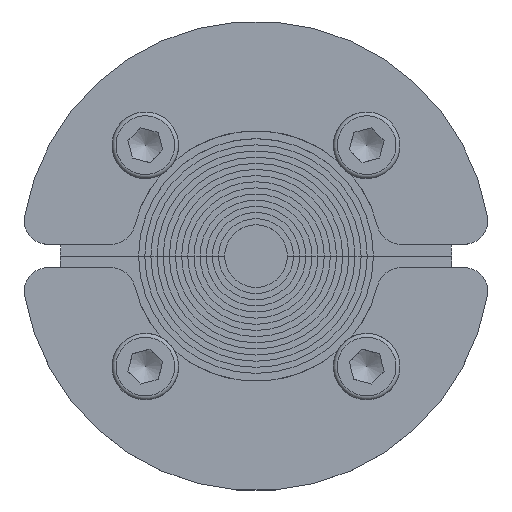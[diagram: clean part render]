
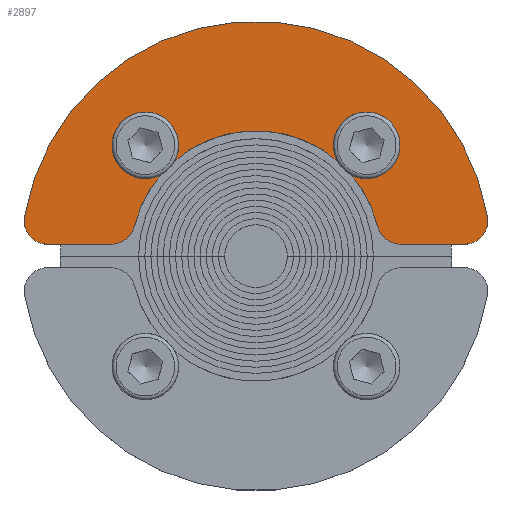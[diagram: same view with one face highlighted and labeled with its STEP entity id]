
A CAD part, top view. The second image highlights one B-rep face of the part: STEP entity #2897.
In plain terms, the highlighted planar face has unit normal (0, 0, 1).
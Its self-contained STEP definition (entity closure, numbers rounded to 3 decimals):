
#210=LINE('',#4881,#400);
#211=LINE('',#4889,#401);
#400=VECTOR('',#3929,10.);
#401=VECTOR('',#3936,10.);
#590=FACE_OUTER_BOUND('',#766,.T.);
#766=EDGE_LOOP('',(#2178,#2179,#2180,#2181,#2182,#2183,#2184,#2185,#2186,
#2187,#2188,#2189,#2190,#2191,#2192,#2193));
#944=CIRCLE('',#3189,4.25);
#945=CIRCLE('',#3190,4.25);
#949=CIRCLE('',#3194,4.25);
#953=CIRCLE('',#3201,16.);
#954=CIRCLE('',#3202,3.);
#955=CIRCLE('',#3203,3.);
#956=CIRCLE('',#3204,30.);
#957=CIRCLE('',#3205,3.);
#958=CIRCLE('',#3206,3.);
#959=CIRCLE('',#3207,16.);
#960=CIRCLE('',#3208,4.25);
#961=CIRCLE('',#3209,4.25);
#962=CIRCLE('',#3210,4.25);
#963=CIRCLE('',#3211,16.);
#1196=VERTEX_POINT('',#4796);
#1197=VERTEX_POINT('',#4797);
#1212=VERTEX_POINT('',#4856);
#1213=VERTEX_POINT('',#4858);
#1219=VERTEX_POINT('',#4876);
#1220=VERTEX_POINT('',#4878);
#1221=VERTEX_POINT('',#4880);
#1222=VERTEX_POINT('',#4882);
#1223=VERTEX_POINT('',#4884);
#1224=VERTEX_POINT('',#4886);
#1225=VERTEX_POINT('',#4888);
#1226=VERTEX_POINT('',#4890);
#1227=VERTEX_POINT('',#4892);
#1228=VERTEX_POINT('',#4894);
#1229=VERTEX_POINT('',#4896);
#1230=VERTEX_POINT('',#4898);
#1554=EDGE_CURVE('',#1212,#1197,#944,.T.);
#1555=EDGE_CURVE('',#1213,#1212,#945,.T.);
#1560=EDGE_CURVE('',#1196,#1213,#949,.T.);
#1564=EDGE_CURVE('',#1197,#1219,#953,.T.);
#1565=EDGE_CURVE('',#1220,#1219,#954,.T.);
#1566=EDGE_CURVE('',#1220,#1221,#210,.T.);
#1567=EDGE_CURVE('',#1222,#1221,#955,.T.);
#1568=EDGE_CURVE('',#1222,#1223,#956,.T.);
#1569=EDGE_CURVE('',#1224,#1223,#957,.T.);
#1570=EDGE_CURVE('',#1224,#1225,#211,.T.);
#1571=EDGE_CURVE('',#1226,#1225,#958,.T.);
#1572=EDGE_CURVE('',#1226,#1227,#959,.T.);
#1573=EDGE_CURVE('',#1227,#1228,#960,.T.);
#1574=EDGE_CURVE('',#1228,#1229,#961,.T.);
#1575=EDGE_CURVE('',#1229,#1230,#962,.T.);
#1576=EDGE_CURVE('',#1230,#1196,#963,.T.);
#2178=ORIENTED_EDGE('',*,*,#1560,.T.);
#2179=ORIENTED_EDGE('',*,*,#1555,.T.);
#2180=ORIENTED_EDGE('',*,*,#1554,.T.);
#2181=ORIENTED_EDGE('',*,*,#1564,.T.);
#2182=ORIENTED_EDGE('',*,*,#1565,.F.);
#2183=ORIENTED_EDGE('',*,*,#1566,.T.);
#2184=ORIENTED_EDGE('',*,*,#1567,.F.);
#2185=ORIENTED_EDGE('',*,*,#1568,.T.);
#2186=ORIENTED_EDGE('',*,*,#1569,.F.);
#2187=ORIENTED_EDGE('',*,*,#1570,.T.);
#2188=ORIENTED_EDGE('',*,*,#1571,.F.);
#2189=ORIENTED_EDGE('',*,*,#1572,.T.);
#2190=ORIENTED_EDGE('',*,*,#1573,.T.);
#2191=ORIENTED_EDGE('',*,*,#1574,.T.);
#2192=ORIENTED_EDGE('',*,*,#1575,.T.);
#2193=ORIENTED_EDGE('',*,*,#1576,.T.);
#2579=PLANE('',#3200);
#2897=ADVANCED_FACE('',(#590),#2579,.T.);
#3189=AXIS2_PLACEMENT_3D('',#4857,#3900,#3901);
#3190=AXIS2_PLACEMENT_3D('',#4859,#3902,#3903);
#3194=AXIS2_PLACEMENT_3D('',#4867,#3911,#3912);
#3200=AXIS2_PLACEMENT_3D('',#4875,#3923,#3924);
#3201=AXIS2_PLACEMENT_3D('',#4877,#3925,#3926);
#3202=AXIS2_PLACEMENT_3D('',#4879,#3927,#3928);
#3203=AXIS2_PLACEMENT_3D('',#4883,#3930,#3931);
#3204=AXIS2_PLACEMENT_3D('',#4885,#3932,#3933);
#3205=AXIS2_PLACEMENT_3D('',#4887,#3934,#3935);
#3206=AXIS2_PLACEMENT_3D('',#4891,#3937,#3938);
#3207=AXIS2_PLACEMENT_3D('',#4893,#3939,#3940);
#3208=AXIS2_PLACEMENT_3D('',#4895,#3941,#3942);
#3209=AXIS2_PLACEMENT_3D('',#4897,#3943,#3944);
#3210=AXIS2_PLACEMENT_3D('',#4899,#3945,#3946);
#3211=AXIS2_PLACEMENT_3D('',#4900,#3947,#3948);
#3900=DIRECTION('center_axis',(0.,0.,
-1.));
#3901=DIRECTION('ref_axis',(0.259,-0.966,0.));
#3902=DIRECTION('center_axis',(0.,0.,
-1.));
#3903=DIRECTION('ref_axis',(0.259,-0.966,0.));
#3911=DIRECTION('center_axis',(0.,0.,
-1.));
#3912=DIRECTION('ref_axis',(0.259,-0.966,0.));
#3923=DIRECTION('center_axis',(0.,0.,
1.));
#3924=DIRECTION('ref_axis',(1.,0.,0.));
#3925=DIRECTION('center_axis',(0.,0.,
-1.));
#3926=DIRECTION('ref_axis',(-0.996,-0.094,0.));
#3927=DIRECTION('center_axis',(0.,0.,
-1.));
#3928=DIRECTION('ref_axis',(-0.618,-0.786,0.));
#3929=DIRECTION('',(1.,0.,0.));
#3930=DIRECTION('center_axis',(0.,0.,
-1.));
#3931=DIRECTION('ref_axis',(0.764,-0.645,0.));
#3932=DIRECTION('center_axis',(0.,0.,
1.));
#3933=DIRECTION('ref_axis',(0.999,0.05,0.));
#3934=DIRECTION('center_axis',(0.,0.,
-1.));
#3935=DIRECTION('ref_axis',(-0.764,-0.645,0.));
#3936=DIRECTION('',(1.,0.,0.));
#3937=DIRECTION('center_axis',(0.,0.,
-1.));
#3938=DIRECTION('ref_axis',(0.618,-0.786,0.));
#3939=DIRECTION('center_axis',(0.,0.,
-1.));
#3940=DIRECTION('ref_axis',(-0.996,-0.094,0.));
#3941=DIRECTION('center_axis',(0.,0.,
-1.));
#3942=DIRECTION('ref_axis',(0.966,0.259,0.));
#3943=DIRECTION('center_axis',(0.,0.,
-1.));
#3944=DIRECTION('ref_axis',(0.966,0.259,0.));
#3945=DIRECTION('center_axis',(0.,0.,
-1.));
#3946=DIRECTION('ref_axis',(0.966,0.259,0.));
#3947=DIRECTION('center_axis',(0.,0.,
-1.));
#3948=DIRECTION('ref_axis',(-0.996,-0.094,0.));
#4796=CARTESIAN_POINT('',(10.37,12.185,3.));
#4797=CARTESIAN_POINT('',(12.185,10.37,3.));
#4856=CARTESIAN_POINT('',(15.242,10.037,3.));
#4857=CARTESIAN_POINT('Origin',(14.142,14.142,3.));
#4858=CARTESIAN_POINT('',(13.042,18.247,3.));
#4859=CARTESIAN_POINT('Origin',(14.142,14.142,3.));
#4867=CARTESIAN_POINT('Origin',(14.142,14.142,3.));
#4875=CARTESIAN_POINT('Origin',(0.,13.435,3.));
#4876=CARTESIAN_POINT('',(15.545,3.789,3.));
#4877=CARTESIAN_POINT('Origin',(0.,0.,
3.));
#4878=CARTESIAN_POINT('',(18.459,1.5,3.));
#4879=CARTESIAN_POINT('Origin',(18.459,4.5,3.));
#4880=CARTESIAN_POINT('',(26.622,1.5,3.));
#4881=CARTESIAN_POINT('',(15.93,1.5,3.));
#4882=CARTESIAN_POINT('',(29.58,5.,3.));
#4883=CARTESIAN_POINT('Origin',(26.622,4.5,3.));
#4884=CARTESIAN_POINT('',(-29.58,5.,3.));
#4885=CARTESIAN_POINT('Origin',(0.,0.,
3.));
#4886=CARTESIAN_POINT('',(-26.622,1.5,3.));
#4887=CARTESIAN_POINT('Origin',(-26.622,4.5,3.));
#4888=CARTESIAN_POINT('',(-18.459,1.5,3.));
#4889=CARTESIAN_POINT('',(-29.962,1.5,3.));
#4890=CARTESIAN_POINT('',(-15.545,3.789,3.));
#4891=CARTESIAN_POINT('Origin',(-18.459,4.5,3.));
#4892=CARTESIAN_POINT('',(-12.185,10.37,3.));
#4893=CARTESIAN_POINT('Origin',(0.,0.,
3.));
#4894=CARTESIAN_POINT('',(-18.247,13.042,3.));
#4895=CARTESIAN_POINT('Origin',(-14.142,14.142,3.));
#4896=CARTESIAN_POINT('',(-10.037,15.242,3.));
#4897=CARTESIAN_POINT('Origin',(-14.142,14.142,3.));
#4898=CARTESIAN_POINT('',(-10.37,12.185,3.));
#4899=CARTESIAN_POINT('Origin',(-14.142,14.142,3.));
#4900=CARTESIAN_POINT('Origin',(0.,0.,
3.));
